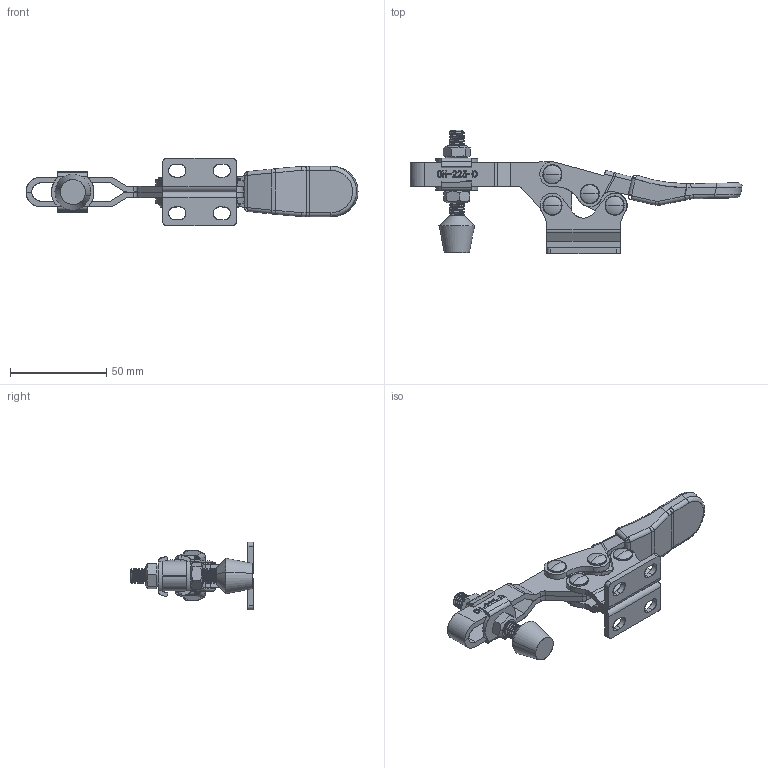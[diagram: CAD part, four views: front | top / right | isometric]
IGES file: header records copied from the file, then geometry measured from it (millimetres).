
Start section: SolidWorks IGES file using analytic representation for surfaces
Global section: file name: GP-1225-U.IGS; native system: SolidWorks 2019; preprocessor: SolidWorks 2019; author: Engenharia; date: 210208.171551; units: millimetre
Bounding box: 172.21 x 64.09 x 35 mm (x, y, z)
Surface area: 38010.9 mm2 (no closed solid volume)
Topology: 0 solids, 0 shells, 898 faces, 13194 edges, 13182 vertices
Faces by surface type: bspline 560, revolution 338
